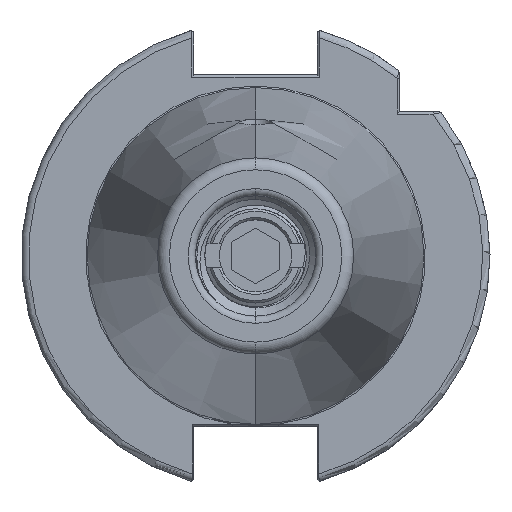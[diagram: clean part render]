
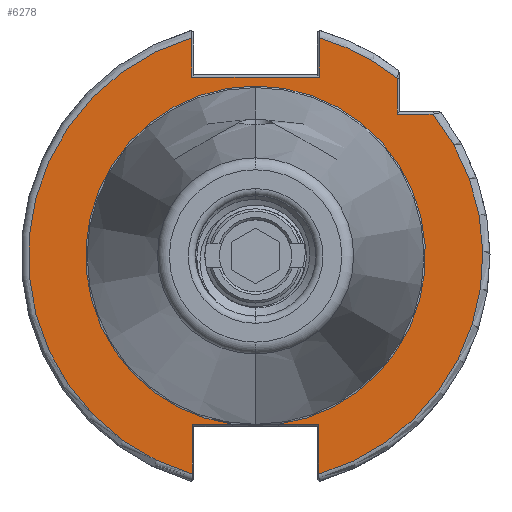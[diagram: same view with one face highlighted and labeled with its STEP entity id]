
A CAD part, left-side view. The second image highlights one B-rep face of the part: STEP entity #6278.
In plain terms, the highlighted planar face has unit normal (-1, 0, 0).
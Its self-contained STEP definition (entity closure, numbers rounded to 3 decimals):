
#1830 = VERTEX_POINT ( 'NONE', #27714 ) ;
#1857 = VERTEX_POINT ( 'NONE', #25422 ) ;
#1858 = VERTEX_POINT ( 'NONE', #25463 ) ;
#1860 = VERTEX_POINT ( 'NONE', #25441 ) ;
#1861 = VERTEX_POINT ( 'NONE', #25454 ) ;
#1865 = VERTEX_POINT ( 'NONE', #25460 ) ;
#1867 = VERTEX_POINT ( 'NONE', #25475 ) ;
#1873 = VERTEX_POINT ( 'NONE', #25421 ) ;
#1875 = VERTEX_POINT ( 'NONE', #25457 ) ;
#1889 = VERTEX_POINT ( 'NONE', #25473 ) ;
#1900 = VERTEX_POINT ( 'NONE', #25511 ) ;
#1934 = VERTEX_POINT ( 'NONE', #25555 ) ;
#2159 = EDGE_CURVE ( 'NONE', #1857, #1875, #8202, .T. ) ;
#2163 = EDGE_CURVE ( 'NONE', #1865, #1934, #8190, .T. ) ;
#2169 = EDGE_CURVE ( 'NONE', #1875, #29310, #8201, .T. ) ;
#2172 = EDGE_CURVE ( 'NONE', #29363, #1873, #8197, .T. ) ;
#2203 = EDGE_CURVE ( 'NONE', #1867, #1860, #8208, .T. ) ;
#2225 = EDGE_CURVE ( 'NONE', #1860, #1889, #8232, .T. ) ;
#2226 = EDGE_CURVE ( 'NONE', #1830, #1861, #8233, .T. ) ;
#2229 = EDGE_CURVE ( 'NONE', #1934, #1900, #8247, .T. ) ;
#2234 = EDGE_CURVE ( 'NONE', #1858, #1865, #8273, .T. ) ;
#2237 = EDGE_CURVE ( 'NONE', #1861, #1858, #8274, .T. ) ;
#2238 = EDGE_CURVE ( 'NONE', #1889, #1857, #8259, .T. ) ;
#2271 = EDGE_CURVE ( 'NONE', #1900, #1867, #8332, .T. ) ;
#2276 = EDGE_CURVE ( 'NONE', #1873, #1830, #8314, .T. ) ;
#2663 = EDGE_CURVE ( 'NONE', #29310, #29363, #7273, .T. ) ;
#3348 = EDGE_LOOP ( 'NONE', ( #22623, #22646, #22665, #22645, #22672, #22648, #22655, #22625, #22649, #22663, #22635, #22639, #22657, #22637 ) ) ;
#6278 = ADVANCED_FACE ( 'NONE', ( #7440 ), #23715, .F. ) ;
#7273 = CIRCLE ( 'NONE', #11202, 35.327 ) ;
#7440 = FACE_OUTER_BOUND ( 'NONE', #3348, .T. ) ;
#8185 = VECTOR ( 'NONE', #9463, 1000. ) ;
#8190 = CIRCLE ( 'NONE', #11570, 47.25 ) ;
#8197 = LINE ( 'NONE', #9429, #8185 ) ;
#8201 = CIRCLE ( 'NONE', #11575, 35.327 ) ;
#8202 = LINE ( 'NONE', #9379, #8213 ) ;
#8208 = LINE ( 'NONE', #8627, #8209 ) ;
#8209 = VECTOR ( 'NONE', #8621, 1000. ) ;
#8213 = VECTOR ( 'NONE', #9374, 1000. ) ;
#8231 = VECTOR ( 'NONE', #8898, 1000. ) ;
#8232 = CIRCLE ( 'NONE', #11574, 47.25 ) ;
#8233 = CIRCLE ( 'NONE', #11567, 47.25 ) ;
#8241 = VECTOR ( 'NONE', #8876, 1000. ) ;
#8247 = LINE ( 'NONE', #8851, #8261 ) ;
#8259 = LINE ( 'NONE', #8899, #8279 ) ;
#8261 = VECTOR ( 'NONE', #8858, 1000. ) ;
#8273 = LINE ( 'NONE', #8918, #8231 ) ;
#8274 = LINE ( 'NONE', #8872, #8241 ) ;
#8279 = VECTOR ( 'NONE', #8920, 1000. ) ;
#8301 = VECTOR ( 'NONE', #9928, 1000. ) ;
#8314 = LINE ( 'NONE', #9966, #8325 ) ;
#8325 = VECTOR ( 'NONE', #9943, 1000. ) ;
#8332 = LINE ( 'NONE', #9876, #8301 ) ;
#8621 = DIRECTION ( 'NONE',  ( 0., 0., 1. ) ) ;
#8627 = CARTESIAN_POINT ( 'NONE',  ( 0., 13.251, 45.469 ) ) ;
#8814 = CARTESIAN_POINT ( 'NONE',  ( 0., 0., 0. ) ) ;
#8819 = CARTESIAN_POINT ( 'NONE',  ( 0., 0., 0. ) ) ;
#8820 = DIRECTION ( 'NONE',  ( -1., 0., 0. ) ) ;
#8851 = CARTESIAN_POINT ( 'NONE',  ( 0., -13.251, 37.7 ) ) ;
#8855 = DIRECTION ( 'NONE',  ( -1., 0., 0. ) ) ;
#8856 = DIRECTION ( 'NONE',  ( 0., 0., -1. ) ) ;
#8858 = DIRECTION ( 'NONE',  ( 0., 0., -1. ) ) ;
#8860 = DIRECTION ( 'NONE',  ( 0., 0., -1. ) ) ;
#8872 = CARTESIAN_POINT ( 'NONE',  ( 0., 35.392, 29.5 ) ) ;
#8876 = DIRECTION ( 'NONE',  ( 0., 1., 0. ) ) ;
#8898 = DIRECTION ( 'NONE',  ( 0., 0., 1. ) ) ;
#8899 = CARTESIAN_POINT ( 'NONE',  ( 0., 13.131, 0. ) ) ;
#8918 = CARTESIAN_POINT ( 'NONE',  ( 0., -29.5, 0. ) ) ;
#8920 = DIRECTION ( 'NONE',  ( 0., 0., 1. ) ) ;
#9374 = DIRECTION ( 'NONE',  ( 0., -1., 0. ) ) ;
#9379 = CARTESIAN_POINT ( 'NONE',  ( 0., 35.392, -35. ) ) ;
#9394 = CARTESIAN_POINT ( 'NONE',  ( 0., 0., 0. ) ) ;
#9404 = DIRECTION ( 'NONE',  ( 1., 0., 0. ) ) ;
#9405 = DIRECTION ( 'NONE',  ( 0., 0., -1. ) ) ;
#9406 = DIRECTION ( 'NONE',  ( -1., 0., 0. ) ) ;
#9419 = DIRECTION ( 'NONE',  ( 0., 0., -1. ) ) ;
#9429 = CARTESIAN_POINT ( 'NONE',  ( 0., 35.392, -35. ) ) ;
#9442 = CARTESIAN_POINT ( 'NONE',  ( 0., 0., 0. ) ) ;
#9463 = DIRECTION ( 'NONE',  ( 0., -1., 0. ) ) ;
#9876 = CARTESIAN_POINT ( 'NONE',  ( 0., 12.85, 37.2 ) ) ;
#9928 = DIRECTION ( 'NONE',  ( 0., 1., 0. ) ) ;
#9943 = DIRECTION ( 'NONE',  ( 0., 0., -1. ) ) ;
#9966 = CARTESIAN_POINT ( 'NONE',  ( 0., -13.131, 0. ) ) ;
#11202 = AXIS2_PLACEMENT_3D ( 'NONE', #37829, #37849, #37840 ) ;
#11237 = AXIS2_PLACEMENT_3D ( 'NONE', #23706, #23734, #23729 ) ;
#11567 = AXIS2_PLACEMENT_3D ( 'NONE', #8819, #8820, #8856 ) ;
#11570 = AXIS2_PLACEMENT_3D ( 'NONE', #9442, #9406, #9419 ) ;
#11574 = AXIS2_PLACEMENT_3D ( 'NONE', #8814, #8855, #8860 ) ;
#11575 = AXIS2_PLACEMENT_3D ( 'NONE', #9394, #9404, #9405 ) ;
#22623 = ORIENTED_EDGE ( 'NONE', *, *, #2226, .T. ) ;
#22625 = ORIENTED_EDGE ( 'NONE', *, *, #2225, .T. ) ;
#22635 = ORIENTED_EDGE ( 'NONE', *, *, #2169, .T. ) ;
#22637 = ORIENTED_EDGE ( 'NONE', *, *, #2276, .T. ) ;
#22639 = ORIENTED_EDGE ( 'NONE', *, *, #2663, .T. ) ;
#22645 = ORIENTED_EDGE ( 'NONE', *, *, #2163, .T. ) ;
#22646 = ORIENTED_EDGE ( 'NONE', *, *, #2237, .T. ) ;
#22648 = ORIENTED_EDGE ( 'NONE', *, *, #2271, .T. ) ;
#22649 = ORIENTED_EDGE ( 'NONE', *, *, #2238, .T. ) ;
#22655 = ORIENTED_EDGE ( 'NONE', *, *, #2203, .T. ) ;
#22657 = ORIENTED_EDGE ( 'NONE', *, *, #2172, .T. ) ;
#22663 = ORIENTED_EDGE ( 'NONE', *, *, #2159, .T. ) ;
#22665 = ORIENTED_EDGE ( 'NONE', *, *, #2234, .T. ) ;
#22672 = ORIENTED_EDGE ( 'NONE', *, *, #2229, .T. ) ;
#23706 = CARTESIAN_POINT ( 'NONE',  ( 0., 35.392, 0. ) ) ;
#23715 = PLANE ( 'NONE',  #11237 ) ;
#23729 = DIRECTION ( 'NONE',  ( 0., 0., -1. ) ) ;
#23734 = DIRECTION ( 'NONE',  ( 1., 0., 0. ) ) ;
#24472 = CARTESIAN_POINT ( 'NONE',  ( 0., 0., 35.327 ) ) ;
#24628 = CARTESIAN_POINT ( 'NONE',  ( 0., -4.796, -35. ) ) ;
#25421 = CARTESIAN_POINT ( 'NONE',  ( 0., -13.131, -35. ) ) ;
#25422 = CARTESIAN_POINT ( 'NONE',  ( 0., 13.131, -35. ) ) ;
#25441 = CARTESIAN_POINT ( 'NONE',  ( 0., 13.251, 45.354 ) ) ;
#25454 = CARTESIAN_POINT ( 'NONE',  ( 0., -36.91, 29.5 ) ) ;
#25457 = CARTESIAN_POINT ( 'NONE',  ( 0., 4.796, -35. ) ) ;
#25460 = CARTESIAN_POINT ( 'NONE',  ( 0., -29.5, 36.91 ) ) ;
#25463 = CARTESIAN_POINT ( 'NONE',  ( 0., -29.5, 29.5 ) ) ;
#25473 = CARTESIAN_POINT ( 'NONE',  ( 0., 13.131, -45.389 ) ) ;
#25475 = CARTESIAN_POINT ( 'NONE',  ( 0., 13.251, 37.2 ) ) ;
#25511 = CARTESIAN_POINT ( 'NONE',  ( 0., -13.251, 37.2 ) ) ;
#25555 = CARTESIAN_POINT ( 'NONE',  ( 0., -13.251, 45.354 ) ) ;
#27714 = CARTESIAN_POINT ( 'NONE',  ( 0., -13.131, -45.389 ) ) ;
#29310 = VERTEX_POINT ( 'NONE', #24472 ) ;
#29363 = VERTEX_POINT ( 'NONE', #24628 ) ;
#37829 = CARTESIAN_POINT ( 'NONE',  ( 0., 0., 0. ) ) ;
#37840 = DIRECTION ( 'NONE',  ( 0., 0., -1. ) ) ;
#37849 = DIRECTION ( 'NONE',  ( 1., 0., 0. ) ) ;
